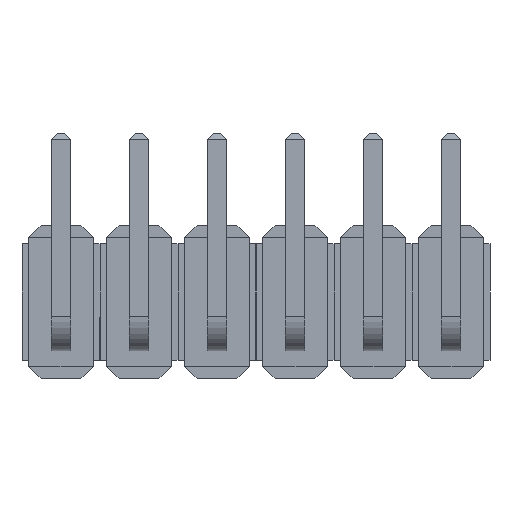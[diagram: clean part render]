
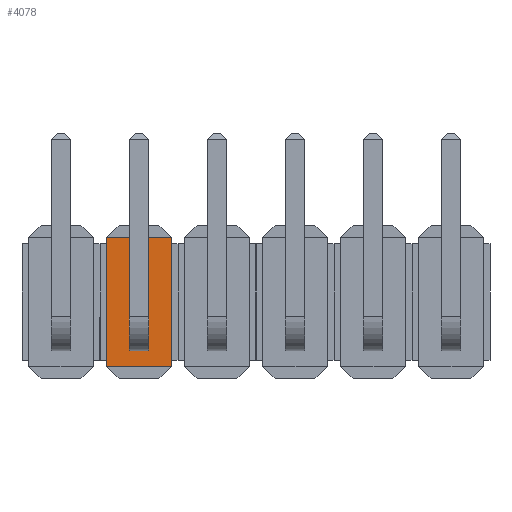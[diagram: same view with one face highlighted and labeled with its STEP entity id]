
A CAD part, front view. The second image highlights one B-rep face of the part: STEP entity #4078.
In plain terms, the highlighted planar face has unit normal (0, -1, 0).
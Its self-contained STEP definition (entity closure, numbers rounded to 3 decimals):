
#363 = CARTESIAN_POINT ( 'NONE',  ( 3.59, 0.54, -2.1 ) ) ;
#420 = CARTESIAN_POINT ( 'NONE',  ( 2.22, 0.54, -1.59 ) ) ;
#433 = EDGE_LOOP ( 'NONE', ( #5617, #1161, #6964, #10612 ) ) ;
#466 = CARTESIAN_POINT ( 'NONE',  ( 3.81, 0.54, 2.1 ) ) ;
#974 = EDGE_CURVE ( 'NONE', #14644, #5180, #6959, .T. ) ;
#1148 = DIRECTION ( 'NONE',  ( 1., 0., 0. ) ) ;
#1161 = ORIENTED_EDGE ( 'NONE', *, *, #15366, .T. ) ;
#1244 = ORIENTED_EDGE ( 'NONE', *, *, #14651, .F. ) ;
#1318 = EDGE_CURVE ( 'NONE', #5180, #18685, #16961, .T. ) ;
#1533 = CARTESIAN_POINT ( 'NONE',  ( 1.49, 0.54, -2.1 ) ) ;
#1664 = DIRECTION ( 'NONE',  ( 0., 0., 1. ) ) ;
#1666 = VECTOR ( 'NONE', #13660, 1000. ) ;
#2150 = LINE ( 'NONE', #3681, #8773 ) ;
#2267 = VECTOR ( 'NONE', #17260, 1000. ) ;
#2367 = VECTOR ( 'NONE', #1148, 1000. ) ;
#2677 = DIRECTION ( 'NONE',  ( -1., 0., 0. ) ) ;
#2710 = EDGE_CURVE ( 'NONE', #9101, #15900, #13427, .T. ) ;
#2853 = DIRECTION ( 'NONE',  ( -1., 0., 0. ) ) ;
#3089 = DIRECTION ( 'NONE',  ( -1., 0., 0. ) ) ;
#3339 = CARTESIAN_POINT ( 'NONE',  ( 2.86, 0.54, 2.1 ) ) ;
#3462 = VERTEX_POINT ( 'NONE', #16200 ) ;
#3472 = CARTESIAN_POINT ( 'NONE',  ( 2.22, 0.54, 2.1 ) ) ;
#3562 = LINE ( 'NONE', #11699, #17700 ) ;
#3681 = CARTESIAN_POINT ( 'NONE',  ( 2.86, 0.54, 2.1 ) ) ;
#3815 = VERTEX_POINT ( 'NONE', #12694 ) ;
#3919 = EDGE_CURVE ( 'NONE', #15900, #15374, #3562, .T. ) ;
#4078 = ADVANCED_FACE ( 'NONE', ( #4683, #9042, #15205 ), #16363, .F. ) ;
#4257 = CARTESIAN_POINT ( 'NONE',  ( 2.86, 0.54, 0.95 ) ) ;
#4284 = EDGE_CURVE ( 'NONE', #18685, #3815, #2150, .T. ) ;
#4683 = FACE_OUTER_BOUND ( 'NONE', #11625, .T. ) ;
#4795 = CARTESIAN_POINT ( 'NONE',  ( 2.86, 0.54, -1.59 ) ) ;
#4896 = VECTOR ( 'NONE', #1664, 1000. ) ;
#5081 = DIRECTION ( 'NONE',  ( 0., 0., 1. ) ) ;
#5180 = VERTEX_POINT ( 'NONE', #420 ) ;
#5432 = LINE ( 'NONE', #6709, #6118 ) ;
#5449 = EDGE_CURVE ( 'NONE', #9959, #15374, #10935, .T. ) ;
#5617 = ORIENTED_EDGE ( 'NONE', *, *, #6818, .T. ) ;
#6032 = CARTESIAN_POINT ( 'NONE',  ( 2.22, 0.54, 2.1 ) ) ;
#6118 = VECTOR ( 'NONE', #12512, 1000. ) ;
#6345 = VECTOR ( 'NONE', #15157, 1000. ) ;
#6709 = CARTESIAN_POINT ( 'NONE',  ( 3.81, 0.54, 1.59 ) ) ;
#6777 = CARTESIAN_POINT ( 'NONE',  ( 2.22, 0.54, 0.95 ) ) ;
#6813 = VECTOR ( 'NONE', #2677, 1000. ) ;
#6818 = EDGE_CURVE ( 'NONE', #10492, #17275, #14930, .T. ) ;
#6877 = ORIENTED_EDGE ( 'NONE', *, *, #4284, .F. ) ;
#6959 = LINE ( 'NONE', #3472, #1666 ) ;
#6964 = ORIENTED_EDGE ( 'NONE', *, *, #16056, .T. ) ;
#7479 = LINE ( 'NONE', #466, #17973 ) ;
#8445 = ORIENTED_EDGE ( 'NONE', *, *, #1318, .F. ) ;
#8773 = VECTOR ( 'NONE', #5081, 1000. ) ;
#8784 = VERTEX_POINT ( 'NONE', #12862 ) ;
#9042 = FACE_BOUND ( 'NONE', #433, .T. ) ;
#9101 = VERTEX_POINT ( 'NONE', #15676 ) ;
#9396 = DIRECTION ( 'NONE',  ( 0., 0., -1. ) ) ;
#9700 = LINE ( 'NONE', #3339, #14027 ) ;
#9704 = AXIS2_PLACEMENT_3D ( 'NONE', #10571, #13367, #14778 ) ;
#9707 = EDGE_LOOP ( 'NONE', ( #6877, #8445, #17667, #1244 ) ) ;
#9959 = VERTEX_POINT ( 'NONE', #18821 ) ;
#10492 = VERTEX_POINT ( 'NONE', #4257 ) ;
#10571 = CARTESIAN_POINT ( 'NONE',  ( 3.81, 0.54, 2.1 ) ) ;
#10612 = ORIENTED_EDGE ( 'NONE', *, *, #17112, .T. ) ;
#10935 = LINE ( 'NONE', #11452, #2267 ) ;
#11452 = CARTESIAN_POINT ( 'NONE',  ( 1.49, 0.54, 2.1 ) ) ;
#11454 = CARTESIAN_POINT ( 'NONE',  ( 3.81, 0.54, -0.95 ) ) ;
#11625 = EDGE_LOOP ( 'NONE', ( #16133, #15204, #17789, #15450 ) ) ;
#11699 = CARTESIAN_POINT ( 'NONE',  ( 3.81, 0.54, -2.1 ) ) ;
#12427 = VECTOR ( 'NONE', #3089, 1000. ) ;
#12512 = DIRECTION ( 'NONE',  ( 1., 0., 0. ) ) ;
#12694 = CARTESIAN_POINT ( 'NONE',  ( 2.86, 0.54, -0.95 ) ) ;
#12790 = CARTESIAN_POINT ( 'NONE',  ( 3.81, 0.54, -1.59 ) ) ;
#12862 = CARTESIAN_POINT ( 'NONE',  ( 2.22, 0.54, 1.59 ) ) ;
#13367 = DIRECTION ( 'NONE',  ( 0., 1., 0. ) ) ;
#13427 = LINE ( 'NONE', #15489, #6345 ) ;
#13511 = DIRECTION ( 'NONE',  ( -1., 0., 0. ) ) ;
#13660 = DIRECTION ( 'NONE',  ( 0., 0., -1. ) ) ;
#13878 = LINE ( 'NONE', #11454, #6813 ) ;
#14027 = VECTOR ( 'NONE', #9396, 1000. ) ;
#14644 = VERTEX_POINT ( 'NONE', #18751 ) ;
#14651 = EDGE_CURVE ( 'NONE', #3815, #14644, #13878, .T. ) ;
#14778 = DIRECTION ( 'NONE',  ( 0., 0., 1. ) ) ;
#14930 = LINE ( 'NONE', #17617, #12427 ) ;
#15157 = DIRECTION ( 'NONE',  ( 0., 0., -1. ) ) ;
#15204 = ORIENTED_EDGE ( 'NONE', *, *, #5449, .T. ) ;
#15205 = FACE_BOUND ( 'NONE', #9707, .T. ) ;
#15366 = EDGE_CURVE ( 'NONE', #17275, #8784, #15417, .T. ) ;
#15374 = VERTEX_POINT ( 'NONE', #1533 ) ;
#15417 = LINE ( 'NONE', #6032, #4896 ) ;
#15450 = ORIENTED_EDGE ( 'NONE', *, *, #2710, .F. ) ;
#15489 = CARTESIAN_POINT ( 'NONE',  ( 3.59, 0.54, -2.1 ) ) ;
#15676 = CARTESIAN_POINT ( 'NONE',  ( 3.59, 0.54, 2.1 ) ) ;
#15900 = VERTEX_POINT ( 'NONE', #363 ) ;
#16056 = EDGE_CURVE ( 'NONE', #8784, #3462, #5432, .T. ) ;
#16133 = ORIENTED_EDGE ( 'NONE', *, *, #16430, .T. ) ;
#16200 = CARTESIAN_POINT ( 'NONE',  ( 2.86, 0.54, 1.59 ) ) ;
#16363 = PLANE ( 'NONE',  #9704 ) ;
#16430 = EDGE_CURVE ( 'NONE', #9101, #9959, #7479, .T. ) ;
#16961 = LINE ( 'NONE', #12790, #2367 ) ;
#17112 = EDGE_CURVE ( 'NONE', #3462, #10492, #9700, .T. ) ;
#17260 = DIRECTION ( 'NONE',  ( 0., 0., -1. ) ) ;
#17275 = VERTEX_POINT ( 'NONE', #6777 ) ;
#17617 = CARTESIAN_POINT ( 'NONE',  ( 3.81, 0.54, 0.95 ) ) ;
#17667 = ORIENTED_EDGE ( 'NONE', *, *, #974, .F. ) ;
#17700 = VECTOR ( 'NONE', #2853, 1000. ) ;
#17789 = ORIENTED_EDGE ( 'NONE', *, *, #3919, .F. ) ;
#17973 = VECTOR ( 'NONE', #13511, 1000. ) ;
#18685 = VERTEX_POINT ( 'NONE', #4795 ) ;
#18751 = CARTESIAN_POINT ( 'NONE',  ( 2.22, 0.54, -0.95 ) ) ;
#18821 = CARTESIAN_POINT ( 'NONE',  ( 1.49, 0.54, 2.1 ) ) ;
